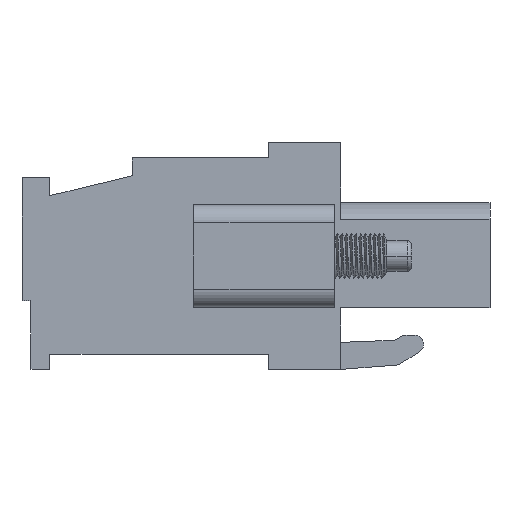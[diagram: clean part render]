
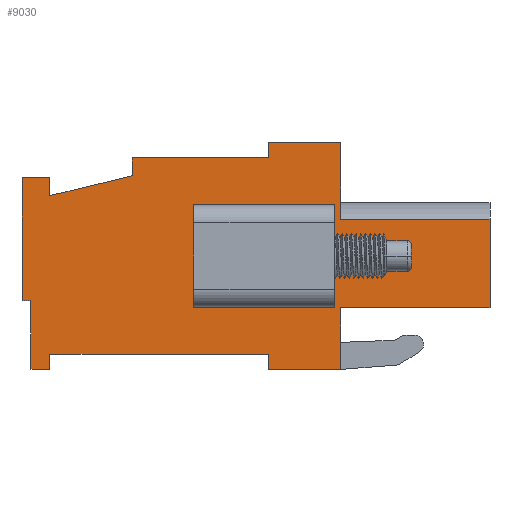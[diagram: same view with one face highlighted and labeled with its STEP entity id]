
A CAD part, left-side view. The second image highlights one B-rep face of the part: STEP entity #9030.
In plain terms, the highlighted planar face has unit normal (-1, 0, 0).
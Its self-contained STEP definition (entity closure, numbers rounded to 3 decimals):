
#16=DIRECTION('',(0.,1.,0.));
#17=VECTOR('',#16,7.1);
#18=CARTESIAN_POINT('',(0.,1.05,-2.85));
#19=LINE('',#18,#17);
#40=DIRECTION('',(0.,0.,-1.));
#41=VECTOR('',#40,4.26);
#42=CARTESIAN_POINT('',(0.,0.,6.3));
#43=LINE('',#42,#41);
#44=DIRECTION('',(0.,-1.,0.));
#45=VECTOR('',#44,8.3);
#46=CARTESIAN_POINT('',(0.,0.,2.04));
#47=LINE('',#46,#45);
#48=DIRECTION('',(0.,0.,1.));
#49=VECTOR('',#48,4.92);
#50=CARTESIAN_POINT('',(0.,-8.3,-2.88));
#51=LINE('',#50,#49);
#52=DIRECTION('',(0.,-1.,0.));
#53=VECTOR('',#52,8.3);
#54=CARTESIAN_POINT('',(0.,0.,-2.88));
#55=LINE('',#54,#53);
#56=DIRECTION('',(0.,0.,-1.));
#57=VECTOR('',#56,3.42);
#58=CARTESIAN_POINT('',(0.,0.,-2.88));
#59=LINE('',#58,#57);
#60=DIRECTION('',(0.,1.,0.));
#61=VECTOR('',#60,4.);
#62=CARTESIAN_POINT('',(0.,0.,-6.3));
#63=LINE('',#62,#61);
#64=DIRECTION('',(0.,0.,-1.));
#65=VECTOR('',#64,0.85);
#66=CARTESIAN_POINT('',(0.,4.,-5.45));
#67=LINE('',#66,#65);
#68=DIRECTION('',(0.,-1.,0.));
#69=VECTOR('',#68,12.15);
#70=CARTESIAN_POINT('',(0.,16.15,-5.45));
#71=LINE('',#70,#69);
#72=DIRECTION('',(0.,0.,1.));
#73=VECTOR('',#72,0.85);
#74=CARTESIAN_POINT('',(0.,16.15,-6.3));
#75=LINE('',#74,#73);
#76=DIRECTION('',(0.,1.,0.));
#77=VECTOR('',#76,1.05);
#78=CARTESIAN_POINT('',(0.,16.15,-6.3));
#79=LINE('',#78,#77);
#80=DIRECTION('',(0.,0.,-1.));
#81=VECTOR('',#80,3.82);
#82=CARTESIAN_POINT('',(0.,17.2,-2.48));
#83=LINE('',#82,#81);
#84=DIRECTION('',(0.,-1.,0.));
#85=VECTOR('',#84,0.5);
#86=CARTESIAN_POINT('',(0.,17.7,-2.48));
#87=LINE('',#86,#85);
#88=DIRECTION('',(0.,0.,1.));
#89=VECTOR('',#88,6.83);
#90=CARTESIAN_POINT('',(0.,17.7,-2.48));
#91=LINE('',#90,#89);
#92=DIRECTION('',(0.,1.,0.));
#93=VECTOR('',#92,1.55);
#94=CARTESIAN_POINT('',(0.,16.15,4.35));
#95=LINE('',#94,#93);
#96=DIRECTION('',(0.,0.,1.));
#97=VECTOR('',#96,1.);
#98=CARTESIAN_POINT('',(0.,16.15,3.35));
#99=LINE('',#98,#97);
#100=DIRECTION('',(0.,0.972,-0.236));
#101=VECTOR('',#100,4.713);
#102=CARTESIAN_POINT('',(0.,11.57,4.462));
#103=LINE('',#102,#101);
#104=DIRECTION('',(0.,0.,-1.));
#105=VECTOR('',#104,0.988);
#106=CARTESIAN_POINT('',(0.,11.57,5.45));
#107=LINE('',#106,#105);
#108=DIRECTION('',(0.,1.,0.));
#109=VECTOR('',#108,7.57);
#110=CARTESIAN_POINT('',(0.,4.,5.45));
#111=LINE('',#110,#109);
#112=DIRECTION('',(0.,0.,-1.));
#113=VECTOR('',#112,0.85);
#114=CARTESIAN_POINT('',(0.,4.,6.3));
#115=LINE('',#114,#113);
#116=DIRECTION('',(0.,-1.,0.));
#117=VECTOR('',#116,4.);
#118=CARTESIAN_POINT('',(0.,4.,6.3));
#119=LINE('',#118,#117);
#5738=DIRECTION('',(0.,0.,1.));
#5739=VECTOR('',#5738,5.7);
#5740=CARTESIAN_POINT('',(0.,1.05,-2.85));
#5741=LINE('',#5740,#5739);
#7251=DIRECTION('',(0.,0.,1.));
#7252=VECTOR('',#7251,5.7);
#7253=CARTESIAN_POINT('',(0.,8.15,-2.85));
#7254=LINE('',#7253,#7252);
#7499=DIRECTION('',(0.,1.,0.));
#7500=VECTOR('',#7499,7.1);
#7501=CARTESIAN_POINT('',(0.,1.05,2.85));
#7502=LINE('',#7501,#7500);
#8040=CARTESIAN_POINT('',(0.,0.,6.3));
#8041=CARTESIAN_POINT('',(0.,0.,2.04));
#8042=VERTEX_POINT('',#8040);
#8043=VERTEX_POINT('',#8041);
#8044=CARTESIAN_POINT('',(0.,0.,-2.88));
#8045=CARTESIAN_POINT('',(0.,0.,-6.3));
#8046=VERTEX_POINT('',#8044);
#8047=VERTEX_POINT('',#8045);
#8048=CARTESIAN_POINT('',(0.,4.,-6.3));
#8049=VERTEX_POINT('',#8048);
#8050=CARTESIAN_POINT('',(0.,16.15,-6.3));
#8051=CARTESIAN_POINT('',(0.,17.2,-6.3));
#8052=VERTEX_POINT('',#8050);
#8053=VERTEX_POINT('',#8051);
#8054=CARTESIAN_POINT('',(0.,17.7,-2.48));
#8055=CARTESIAN_POINT('',(0.,17.7,4.35));
#8056=VERTEX_POINT('',#8054);
#8057=VERTEX_POINT('',#8055);
#8058=CARTESIAN_POINT('',(0.,4.,6.3));
#8059=VERTEX_POINT('',#8058);
#8060=CARTESIAN_POINT('',(0.,17.2,-2.48));
#8061=VERTEX_POINT('',#8060);
#8062=CARTESIAN_POINT('',(0.,16.15,-5.45));
#8063=VERTEX_POINT('',#8062);
#8064=CARTESIAN_POINT('',(0.,4.,-5.45));
#8065=VERTEX_POINT('',#8064);
#8066=CARTESIAN_POINT('',(0.,4.,5.45));
#8067=VERTEX_POINT('',#8066);
#8068=CARTESIAN_POINT('',(0.,11.57,5.45));
#8069=VERTEX_POINT('',#8068);
#8070=CARTESIAN_POINT('',(0.,11.57,4.462));
#8071=CARTESIAN_POINT('',(0.,16.15,3.35));
#8072=VERTEX_POINT('',#8070);
#8073=VERTEX_POINT('',#8071);
#8074=CARTESIAN_POINT('',(0.,16.15,4.35));
#8075=VERTEX_POINT('',#8074);
#8076=CARTESIAN_POINT('',(0.,-8.3,-2.88));
#8077=CARTESIAN_POINT('',(0.,-8.3,2.04));
#8078=VERTEX_POINT('',#8076);
#8079=VERTEX_POINT('',#8077);
#8080=CARTESIAN_POINT('',(0.,1.05,-2.85));
#8081=CARTESIAN_POINT('',(0.,8.15,-2.85));
#8082=VERTEX_POINT('',#8080);
#8083=VERTEX_POINT('',#8081);
#8084=CARTESIAN_POINT('',(0.,1.05,2.85));
#8085=CARTESIAN_POINT('',(0.,8.15,2.85));
#8086=VERTEX_POINT('',#8084);
#8087=VERTEX_POINT('',#8085);
#8974=CARTESIAN_POINT('',(0.,20.952,-16.1));
#8975=DIRECTION('',(-1.,0.,0.));
#8976=DIRECTION('',(0.,-1.,0.));
#8977=AXIS2_PLACEMENT_3D('',#8974,#8975,#8976);
#8978=PLANE('',#8977);
#8980=ORIENTED_EDGE('',*,*,#8979,.T.);
#8982=ORIENTED_EDGE('',*,*,#8981,.T.);
#8984=ORIENTED_EDGE('',*,*,#8983,.F.);
#8986=ORIENTED_EDGE('',*,*,#8985,.F.);
#8988=ORIENTED_EDGE('',*,*,#8987,.T.);
#8990=ORIENTED_EDGE('',*,*,#8989,.T.);
#8992=ORIENTED_EDGE('',*,*,#8991,.F.);
#8994=ORIENTED_EDGE('',*,*,#8993,.F.);
#8996=ORIENTED_EDGE('',*,*,#8995,.F.);
#8998=ORIENTED_EDGE('',*,*,#8997,.T.);
#9000=ORIENTED_EDGE('',*,*,#8999,.F.);
#9002=ORIENTED_EDGE('',*,*,#9001,.F.);
#9004=ORIENTED_EDGE('',*,*,#9003,.T.);
#9006=ORIENTED_EDGE('',*,*,#9005,.F.);
#9008=ORIENTED_EDGE('',*,*,#9007,.F.);
#9010=ORIENTED_EDGE('',*,*,#9009,.F.);
#9012=ORIENTED_EDGE('',*,*,#9011,.F.);
#9014=ORIENTED_EDGE('',*,*,#9013,.F.);
#9016=ORIENTED_EDGE('',*,*,#9015,.F.);
#9018=ORIENTED_EDGE('',*,*,#9017,.T.);
#9019=EDGE_LOOP('',(#8980,#8982,#8984,#8986,#8988,#8990,#8992,#8994,#8996,#8998,
#9000,#9002,#9004,#9006,#9008,#9010,#9012,#9014,#9016,#9018));
#9020=FACE_OUTER_BOUND('',#9019,.F.);
#9021=ORIENTED_EDGE('',*,*,#8959,.F.);
#9023=ORIENTED_EDGE('',*,*,#9022,.T.);
#9025=ORIENTED_EDGE('',*,*,#9024,.T.);
#9027=ORIENTED_EDGE('',*,*,#9026,.F.);
#9028=EDGE_LOOP('',(#9021,#9023,#9025,#9027));
#9029=FACE_BOUND('',#9028,.F.);
#9030=ADVANCED_FACE('',(#9020,#9029),#8978,.T.);
#8959=EDGE_CURVE('',#8082,#8083,#19,.T.);
#8979=EDGE_CURVE('',#8042,#8043,#43,.T.);
#8981=EDGE_CURVE('',#8043,#8079,#47,.T.);
#8983=EDGE_CURVE('',#8078,#8079,#51,.T.);
#8985=EDGE_CURVE('',#8046,#8078,#55,.T.);
#8987=EDGE_CURVE('',#8046,#8047,#59,.T.);
#8989=EDGE_CURVE('',#8047,#8049,#63,.T.);
#8991=EDGE_CURVE('',#8065,#8049,#67,.T.);
#8993=EDGE_CURVE('',#8063,#8065,#71,.T.);
#8995=EDGE_CURVE('',#8052,#8063,#75,.T.);
#8997=EDGE_CURVE('',#8052,#8053,#79,.T.);
#8999=EDGE_CURVE('',#8061,#8053,#83,.T.);
#9001=EDGE_CURVE('',#8056,#8061,#87,.T.);
#9003=EDGE_CURVE('',#8056,#8057,#91,.T.);
#9005=EDGE_CURVE('',#8075,#8057,#95,.T.);
#9007=EDGE_CURVE('',#8073,#8075,#99,.T.);
#9009=EDGE_CURVE('',#8072,#8073,#103,.T.);
#9011=EDGE_CURVE('',#8069,#8072,#107,.T.);
#9013=EDGE_CURVE('',#8067,#8069,#111,.T.);
#9015=EDGE_CURVE('',#8059,#8067,#115,.T.);
#9017=EDGE_CURVE('',#8059,#8042,#119,.T.);
#9022=EDGE_CURVE('',#8082,#8086,#5741,.T.);
#9024=EDGE_CURVE('',#8086,#8087,#7502,.T.);
#9026=EDGE_CURVE('',#8083,#8087,#7254,.T.);
